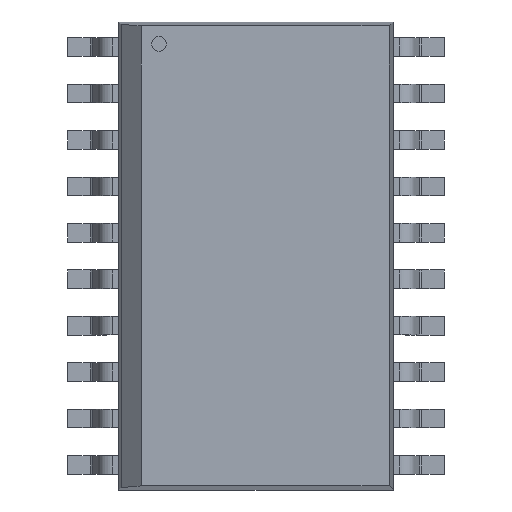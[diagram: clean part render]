
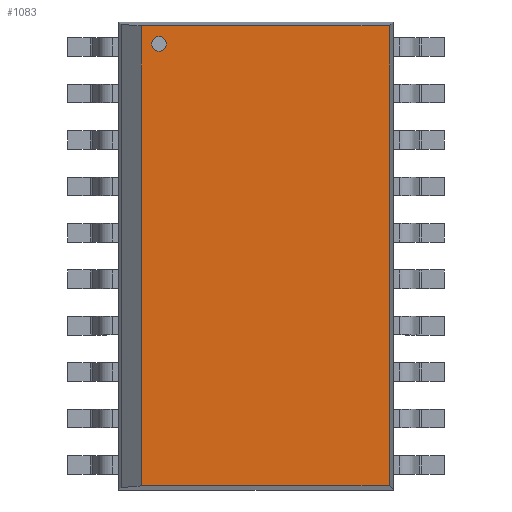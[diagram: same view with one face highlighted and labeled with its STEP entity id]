
A CAD part, top view. The second image highlights one B-rep face of the part: STEP entity #1083.
In plain terms, the highlighted planar face has unit normal (0, 0, 1).
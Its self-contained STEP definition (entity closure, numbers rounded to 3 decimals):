
#964 = VERTEX_POINT('',#965);
#965 = CARTESIAN_POINT('',(-3.141,6.291,2.5));
#971 = EDGE_CURVE('',#964,#972,#974,.T.);
#972 = VERTEX_POINT('',#973);
#973 = CARTESIAN_POINT('',(3.641,6.291,2.5));
#974 = LINE('',#975,#976);
#975 = CARTESIAN_POINT('',(-1.875,6.291,2.5));
#976 = VECTOR('',#977,1.);
#977 = DIRECTION('',(1.,0.,0.));
#1033 = VERTEX_POINT('',#1034);
#1034 = CARTESIAN_POINT('',(-3.141,-6.291,2.5));
#1042 = EDGE_CURVE('',#1033,#964,#1043,.T.);
#1043 = LINE('',#1044,#1045);
#1044 = CARTESIAN_POINT('',(-3.141,-6.291,2.5));
#1045 = VECTOR('',#1046,1.);
#1046 = DIRECTION('',(0.,1.,0.));
#1083 = ADVANCED_FACE('',(#1084,#1102),#1113,.F.);
#1084 = FACE_BOUND('',#1085,.F.);
#1085 = EDGE_LOOP('',(#1086,#1087,#1095,#1101));
#1086 = ORIENTED_EDGE('',*,*,#971,.T.);
#1087 = ORIENTED_EDGE('',*,*,#1088,.T.);
#1088 = EDGE_CURVE('',#972,#1089,#1091,.T.);
#1089 = VERTEX_POINT('',#1090);
#1090 = CARTESIAN_POINT('',(3.641,-6.291,2.5));
#1091 = LINE('',#1092,#1093);
#1092 = CARTESIAN_POINT('',(3.641,3.2,2.5));
#1093 = VECTOR('',#1094,1.);
#1094 = DIRECTION('',(-0.,-1.,-0.));
#1095 = ORIENTED_EDGE('',*,*,#1096,.T.);
#1096 = EDGE_CURVE('',#1089,#1033,#1097,.T.);
#1097 = LINE('',#1098,#1099);
#1098 = CARTESIAN_POINT('',(1.875,-6.291,2.5));
#1099 = VECTOR('',#1100,1.);
#1100 = DIRECTION('',(-1.,0.,0.));
#1101 = ORIENTED_EDGE('',*,*,#1042,.T.);
#1102 = FACE_BOUND('',#1103,.F.);
#1103 = EDGE_LOOP('',(#1104));
#1104 = ORIENTED_EDGE('',*,*,#1105,.T.);
#1105 = EDGE_CURVE('',#1106,#1106,#1108,.T.);
#1106 = VERTEX_POINT('',#1107);
#1107 = CARTESIAN_POINT('',(-2.45,5.8,2.5));
#1108 = CIRCLE('',#1109,0.2);
#1109 = AXIS2_PLACEMENT_3D('',#1110,#1111,#1112);
#1110 = CARTESIAN_POINT('',(-2.65,5.8,2.5));
#1111 = DIRECTION('',(0.,0.,1.));
#1112 = DIRECTION('',(1.,0.,0.));
#1113 = PLANE('',#1114);
#1114 = AXIS2_PLACEMENT_3D('',#1115,#1116,#1117);
#1115 = CARTESIAN_POINT('',(0.,0.,2.5));
#1116 = DIRECTION('',(-0.,-0.,-1.));
#1117 = DIRECTION('',(-1.,0.,0.));
